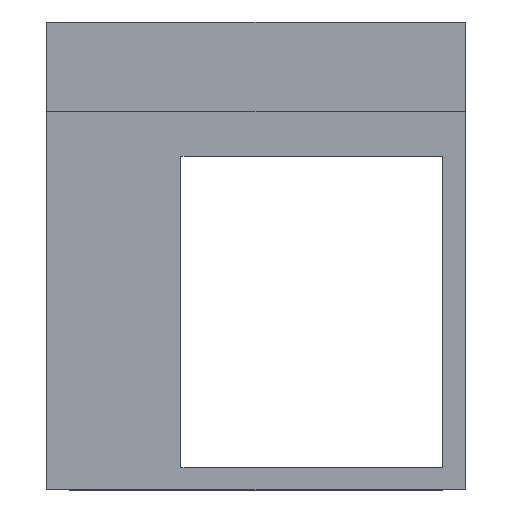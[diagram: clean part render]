
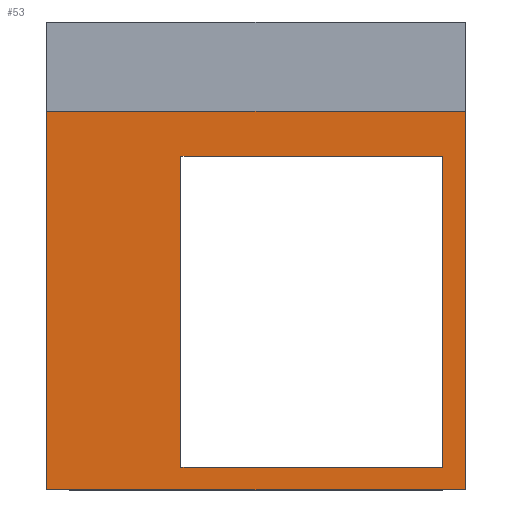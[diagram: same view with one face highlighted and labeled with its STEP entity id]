
A CAD part, top view. The second image highlights one B-rep face of the part: STEP entity #53.
In plain terms, the highlighted planar face has unit normal (0, 0, 1).
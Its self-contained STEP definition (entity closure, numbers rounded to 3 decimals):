
#53=ADVANCED_FACE('',(#206,#208),#210,.T.);
#206=FACE_BOUND('',#207,.T.);
#207=EDGE_LOOP('',(#327,#328,#329,#330));
#208=FACE_BOUND('',#209,.T.);
#209=EDGE_LOOP('',(#331,#332,#333,#334));
#210=PLANE('',#211);
#211=AXIS2_PLACEMENT_3D('',#212,#213,#214);
#212=CARTESIAN_POINT('',(0.,172.,-176.));
#213=DIRECTION('',(0.,0.,1.));
#214=DIRECTION('',(0.,-1.,0.));
#327=ORIENTED_EDGE('',*,*,#417,.T.);
#328=ORIENTED_EDGE('',*,*,#418,.F.);
#329=ORIENTED_EDGE('',*,*,#419,.F.);
#330=ORIENTED_EDGE('',*,*,#420,.T.);
#331=ORIENTED_EDGE('',*,*,#421,.T.);
#332=ORIENTED_EDGE('',*,*,#422,.T.);
#333=ORIENTED_EDGE('',*,*,#423,.T.);
#334=ORIENTED_EDGE('',*,*,#424,.T.);
#417=EDGE_CURVE('',#462,#463,#464,.T.);
#418=EDGE_CURVE('',#465,#463,#466,.F.);
#419=EDGE_CURVE('',#467,#465,#468,.F.);
#420=EDGE_CURVE('',#467,#462,#469,.T.);
#421=EDGE_CURVE('',#470,#471,#472,.T.);
#422=EDGE_CURVE('',#471,#473,#474,.T.);
#423=EDGE_CURVE('',#473,#475,#476,.T.);
#424=EDGE_CURVE('',#475,#470,#477,.T.);
#462=VERTEX_POINT('',#536);
#463=VERTEX_POINT('',#537);
#464=LINE('',#538,#539);
#465=VERTEX_POINT('',#541);
#466=LINE('',#542,#543);
#467=VERTEX_POINT('',#545);
#468=LINE('',#546,#547);
#469=LINE('',#549,#550);
#470=VERTEX_POINT('',#552);
#471=VERTEX_POINT('',#553);
#472=LINE('',#554,#555);
#473=VERTEX_POINT('',#557);
#474=LINE('',#558,#559);
#475=VERTEX_POINT('',#561);
#476=LINE('',#562,#563);
#477=LINE('',#565,#566);
#536=CARTESIAN_POINT('',(33.,-122.9,-176.));
#537=CARTESIAN_POINT('',(33.,-106.,-176.));
#538=CARTESIAN_POINT('',(33.,-122.9,-176.));
#539=VECTOR('',#540,1.);
#540=DIRECTION('',(0.,1.,0.));
#541=CARTESIAN_POINT('',(14.3,-106.,-176.));
#542=CARTESIAN_POINT('',(33.,-106.,-176.));
#543=VECTOR('',#544,1.);
#544=DIRECTION('',(-1.,0.,0.));
#545=CARTESIAN_POINT('',(14.3,-122.9,-176.));
#546=CARTESIAN_POINT('',(14.3,-106.,-176.));
#547=VECTOR('',#548,1.);
#548=DIRECTION('',(0.,-1.,0.));
#549=CARTESIAN_POINT('',(14.3,-122.9,-176.));
#550=VECTOR('',#551,1.);
#551=DIRECTION('',(1.,0.,0.));
#552=CARTESIAN_POINT('',(20.3,-108.,-176.));
#553=CARTESIAN_POINT('',(32.,-108.,-176.));
#554=CARTESIAN_POINT('',(20.3,-108.,-176.));
#555=VECTOR('',#556,1.);
#556=DIRECTION('',(1.,0.,0.));
#557=CARTESIAN_POINT('',(32.,-121.9,-176.));
#558=CARTESIAN_POINT('',(32.,-108.,-176.));
#559=VECTOR('',#560,1.);
#560=DIRECTION('',(0.,-1.,0.));
#561=CARTESIAN_POINT('',(20.3,-121.9,-176.));
#562=CARTESIAN_POINT('',(32.,-121.9,-176.));
#563=VECTOR('',#564,1.);
#564=DIRECTION('',(-1.,0.,0.));
#565=CARTESIAN_POINT('',(20.3,-121.9,-176.));
#566=VECTOR('',#567,1.);
#567=DIRECTION('',(0.,1.,0.));
